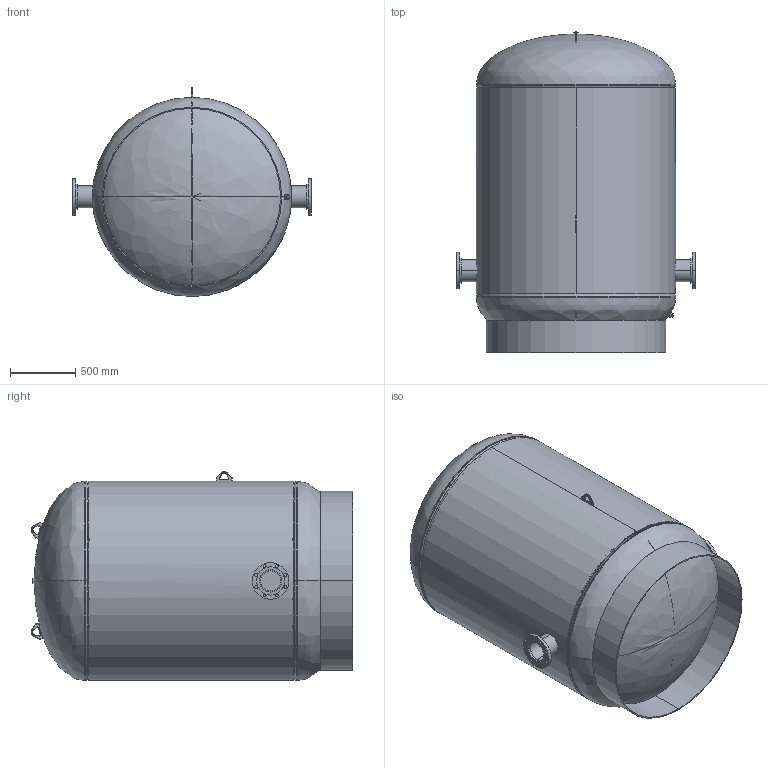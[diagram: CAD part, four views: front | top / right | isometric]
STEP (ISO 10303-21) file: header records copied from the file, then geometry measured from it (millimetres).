
FILE_DESCRIPTION (( 'STEP AP214' ), '1' );
FILE_NAME ('CBT-1040-6F.STEP', '2021-03-22T17:13:53', ( '' ), ( '' ), 'SwSTEP 2.0', 'SolidWorks 2021', '' );
FILE_SCHEMA (( 'AUTOMOTIVE_DESIGN' ));
Length unit declared in the file: inch
Products named in the file (13): 9200244; 9301110_6.75; 55K0266; 9400542; CBT-1040-6F; 99B0004; 55Q0529; PLUGS_9500150; SORF FLANGES ASME B16.5_6 150# SA-105; 9455060; 9500050; 9500040
Assembly tree (27 placements, depth 2):
  CBT-1040-6F
    99B0004
    9200244
    9200244
    9500040
    9500050
    9301110_6.75  x2
    SORF FLANGES ASME B16.5_6 150# SA-105  x2
    PLUGS_9500150
    9455060
    55K0266  x12
    9400542  x3
    55Q0529
Bounding box: 1828.8 x 2460.69 x 1599.38 mm (x, y, z)
Volume: 122684067.7 mm3; surface area: 33619866.2 mm2
Topology: 27 solids, 27 shells, 459 faces, 1026 edges, 622 vertices
Faces by surface type: cylinder 193, plane 152, torus 76, cone 24, bspline 14
Entity records: 11085 total; most frequent: CARTESIAN_POINT 4973, DIRECTION 1272, ORIENTED_EDGE 1052, AXIS2_PLACEMENT_3D 529, EDGE_CURVE 526, VERTEX_POINT 318, CIRCLE 278, EDGE_LOOP 272
